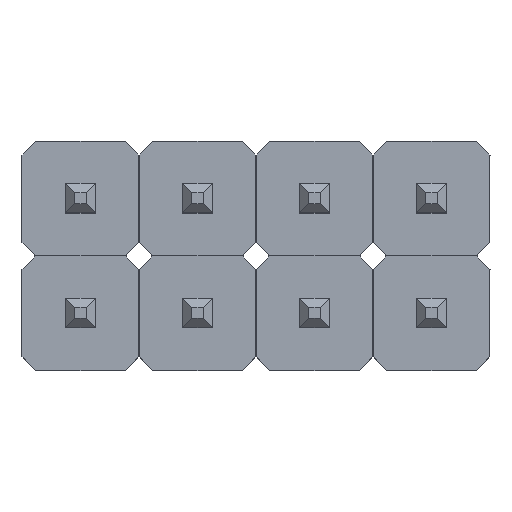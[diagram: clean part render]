
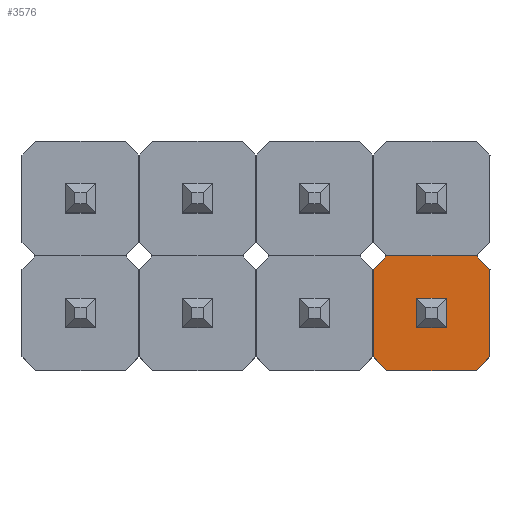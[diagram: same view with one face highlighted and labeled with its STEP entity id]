
A CAD part, top view. The second image highlights one B-rep face of the part: STEP entity #3576.
In plain terms, the highlighted planar face has unit normal (0, 0, 1).
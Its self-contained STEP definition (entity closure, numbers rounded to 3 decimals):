
#185 = CARTESIAN_POINT ( 'NONE',  ( 6.65, -1.245, 2.29 ) ) ;
#223 = DIRECTION ( 'NONE',  ( 0.707, 0.707, 0. ) ) ;
#281 = LINE ( 'NONE', #4992, #3943 ) ;
#297 = EDGE_CURVE ( 'NONE', #2689, #5257, #2292, .T. ) ;
#364 = FACE_OUTER_BOUND ( 'NONE', #2895, .T. ) ;
#396 = EDGE_CURVE ( 'NONE', #1905, #1644, #281, .T. ) ;
#400 = VERTEX_POINT ( 'NONE', #1084 ) ;
#468 = ORIENTED_EDGE ( 'NONE', *, *, #396, .F. ) ;
#533 = EDGE_CURVE ( 'NONE', #400, #3607, #870, .T. ) ;
#536 = LINE ( 'NONE', #2701, #4053 ) ;
#574 = EDGE_CURVE ( 'NONE', #2689, #1644, #1020, .T. ) ;
#579 = LINE ( 'NONE', #2715, #2313 ) ;
#643 = EDGE_CURVE ( 'NONE', #3239, #3766, #1103, .T. ) ;
#713 = ORIENTED_EDGE ( 'NONE', *, *, #2349, .T. ) ;
#769 = VECTOR ( 'NONE', #3485, 1000. ) ;
#800 = VERTEX_POINT ( 'NONE', #185 ) ;
#840 = CARTESIAN_POINT ( 'NONE',  ( 6.35, 1.245, 2.29 ) ) ;
#870 = LINE ( 'NONE', #2601, #769 ) ;
#927 = CARTESIAN_POINT ( 'NONE',  ( 7.3, 0.32, 2.29 ) ) ;
#966 = DIRECTION ( 'NONE',  ( 1., 0., 0. ) ) ;
#1017 = CARTESIAN_POINT ( 'NONE',  ( 8.89, -0.945, 2.29 ) ) ;
#1020 = LINE ( 'NONE', #4498, #2937 ) ;
#1081 = DIRECTION ( 'NONE',  ( -1., 0., 0. ) ) ;
#1084 = CARTESIAN_POINT ( 'NONE',  ( 7.94, -0.32, 2.29 ) ) ;
#1103 = LINE ( 'NONE', #5510, #3117 ) ;
#1211 = FACE_BOUND ( 'NONE', #3325, .T. ) ;
#1368 = DIRECTION ( 'NONE',  ( -0.707, -0.707, 0. ) ) ;
#1413 = CARTESIAN_POINT ( 'NONE',  ( 6.65, 1.245, 2.29 ) ) ;
#1427 = CARTESIAN_POINT ( 'NONE',  ( 8.74, -1.095, 2.29 ) ) ;
#1500 = DIRECTION ( 'NONE',  ( 0., -1., 0. ) ) ;
#1619 = EDGE_CURVE ( 'NONE', #4106, #3607, #579, .T. ) ;
#1632 = ORIENTED_EDGE ( 'NONE', *, *, #3309, .F. ) ;
#1644 = VERTEX_POINT ( 'NONE', #3613 ) ;
#1814 = LINE ( 'NONE', #3589, #5540 ) ;
#1835 = DIRECTION ( 'NONE',  ( 1., 0., 0. ) ) ;
#1897 = CARTESIAN_POINT ( 'NONE',  ( 6.35, -0.945, 2.29 ) ) ;
#1905 = VERTEX_POINT ( 'NONE', #3648 ) ;
#1953 = LINE ( 'NONE', #3377, #3305 ) ;
#1961 = CARTESIAN_POINT ( 'NONE',  ( 7.3, -0.32, 2.29 ) ) ;
#2001 = EDGE_CURVE ( 'NONE', #3239, #3776, #536, .T. ) ;
#2122 = EDGE_CURVE ( 'NONE', #4106, #3449, #4815, .T. ) ;
#2232 = DIRECTION ( 'NONE',  ( 0., -1., 0. ) ) ;
#2292 = LINE ( 'NONE', #1427, #5313 ) ;
#2313 = VECTOR ( 'NONE', #1835, 1000. ) ;
#2317 = CARTESIAN_POINT ( 'NONE',  ( 7.94, -0.32, 2.29 ) ) ;
#2349 = EDGE_CURVE ( 'NONE', #1905, #3766, #4023, .T. ) ;
#2376 = LINE ( 'NONE', #2317, #3704 ) ;
#2536 = ORIENTED_EDGE ( 'NONE', *, *, #2122, .F. ) ;
#2594 = DIRECTION ( 'NONE',  ( 0., 0., 1. ) ) ;
#2601 = CARTESIAN_POINT ( 'NONE',  ( 7.94, 0.32, 2.29 ) ) ;
#2627 = AXIS2_PLACEMENT_3D ( 'NONE', #840, #2594, #4780 ) ;
#2684 = CARTESIAN_POINT ( 'NONE',  ( 8.59, -1.245, 2.29 ) ) ;
#2689 = VERTEX_POINT ( 'NONE', #1017 ) ;
#2701 = CARTESIAN_POINT ( 'NONE',  ( 6.35, 1.245, 2.29 ) ) ;
#2715 = CARTESIAN_POINT ( 'NONE',  ( 6.35, 0.32, 2.29 ) ) ;
#2791 = ORIENTED_EDGE ( 'NONE', *, *, #533, .F. ) ;
#2895 = EDGE_LOOP ( 'NONE', ( #3456, #2968, #5150, #468, #713, #4727, #3374, #3561 ) ) ;
#2937 = VECTOR ( 'NONE', #3238, 1000. ) ;
#2959 = PLANE ( 'NONE',  #2627 ) ;
#2968 = ORIENTED_EDGE ( 'NONE', *, *, #297, .F. ) ;
#2988 = EDGE_CURVE ( 'NONE', #800, #5257, #1814, .T. ) ;
#3117 = VECTOR ( 'NONE', #223, 1000. ) ;
#3132 = VECTOR ( 'NONE', #1500, 1000. ) ;
#3238 = DIRECTION ( 'NONE',  ( 0., 1., 0. ) ) ;
#3239 = VERTEX_POINT ( 'NONE', #4765 ) ;
#3305 = VECTOR ( 'NONE', #5124, 1000. ) ;
#3309 = EDGE_CURVE ( 'NONE', #3449, #400, #2376, .T. ) ;
#3325 = EDGE_LOOP ( 'NONE', ( #2536, #5504, #2791, #1632 ) ) ;
#3332 = DIRECTION ( 'NONE',  ( 0.707, -0.707, 0. ) ) ;
#3374 = ORIENTED_EDGE ( 'NONE', *, *, #2001, .T. ) ;
#3377 = CARTESIAN_POINT ( 'NONE',  ( 6.5, -1.095, 2.29 ) ) ;
#3449 = VERTEX_POINT ( 'NONE', #1961 ) ;
#3456 = ORIENTED_EDGE ( 'NONE', *, *, #2988, .T. ) ;
#3485 = DIRECTION ( 'NONE',  ( 0., 1., 0. ) ) ;
#3561 = ORIENTED_EDGE ( 'NONE', *, *, #5621, .F. ) ;
#3576 = ADVANCED_FACE ( 'NONE', ( #364, #1211 ), #2959, .T. ) ;
#3589 = CARTESIAN_POINT ( 'NONE',  ( 6.35, -1.245, 2.29 ) ) ;
#3607 = VERTEX_POINT ( 'NONE', #4300 ) ;
#3613 = CARTESIAN_POINT ( 'NONE',  ( 8.89, 0.945, 2.29 ) ) ;
#3648 = CARTESIAN_POINT ( 'NONE',  ( 8.59, 1.245, 2.29 ) ) ;
#3704 = VECTOR ( 'NONE', #5428, 1000. ) ;
#3726 = CARTESIAN_POINT ( 'NONE',  ( 7.3, -0.32, 2.29 ) ) ;
#3766 = VERTEX_POINT ( 'NONE', #1413 ) ;
#3776 = VERTEX_POINT ( 'NONE', #1897 ) ;
#3943 = VECTOR ( 'NONE', #3332, 1000. ) ;
#4023 = LINE ( 'NONE', #4990, #4424 ) ;
#4053 = VECTOR ( 'NONE', #2232, 1000. ) ;
#4106 = VERTEX_POINT ( 'NONE', #927 ) ;
#4300 = CARTESIAN_POINT ( 'NONE',  ( 7.94, 0.32, 2.29 ) ) ;
#4424 = VECTOR ( 'NONE', #1081, 1000. ) ;
#4498 = CARTESIAN_POINT ( 'NONE',  ( 8.89, 1.245, 2.29 ) ) ;
#4727 = ORIENTED_EDGE ( 'NONE', *, *, #643, .F. ) ;
#4765 = CARTESIAN_POINT ( 'NONE',  ( 6.35, 0.945, 2.29 ) ) ;
#4780 = DIRECTION ( 'NONE',  ( 1., 0., 0. ) ) ;
#4815 = LINE ( 'NONE', #3726, #3132 ) ;
#4990 = CARTESIAN_POINT ( 'NONE',  ( 6.35, 1.245, 2.29 ) ) ;
#4992 = CARTESIAN_POINT ( 'NONE',  ( 8.74, 1.095, 2.29 ) ) ;
#5124 = DIRECTION ( 'NONE',  ( -0.707, 0.707, 0. ) ) ;
#5150 = ORIENTED_EDGE ( 'NONE', *, *, #574, .T. ) ;
#5257 = VERTEX_POINT ( 'NONE', #2684 ) ;
#5313 = VECTOR ( 'NONE', #1368, 1000. ) ;
#5428 = DIRECTION ( 'NONE',  ( 1., 0., 0. ) ) ;
#5504 = ORIENTED_EDGE ( 'NONE', *, *, #1619, .T. ) ;
#5510 = CARTESIAN_POINT ( 'NONE',  ( 6.5, 1.095, 2.29 ) ) ;
#5540 = VECTOR ( 'NONE', #966, 1000. ) ;
#5621 = EDGE_CURVE ( 'NONE', #800, #3776, #1953, .T. ) ;
